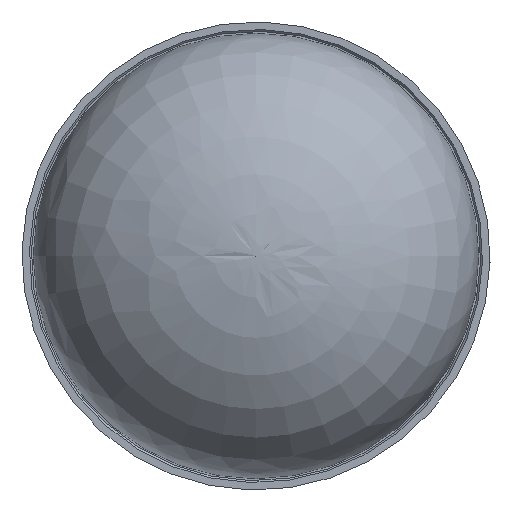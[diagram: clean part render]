
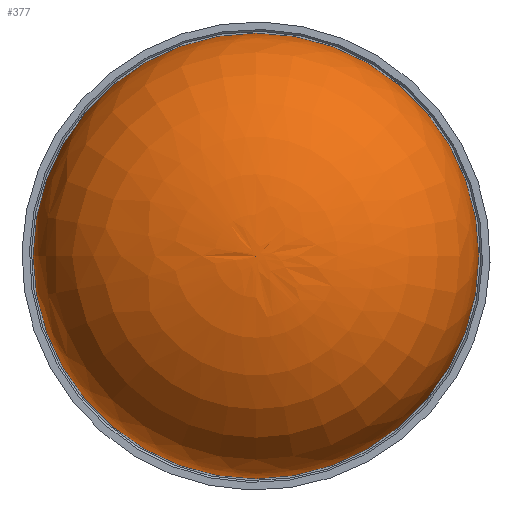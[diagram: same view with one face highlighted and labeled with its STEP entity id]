
A CAD part, front view. The second image highlights one B-rep face of the part: STEP entity #377.
In plain terms, the highlighted free-form (B-spline) face has degree [4, 2] with [5, 9] control points.
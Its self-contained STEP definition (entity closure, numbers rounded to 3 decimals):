
#25=(
BOUNDED_SURFACE()
B_SPLINE_SURFACE(4,2,((#709,#710,#711,#712,#713,#714,#715,#716,#717),(#718,
#719,#720,#721,#722,#723,#724,#725,#726),(#727,#728,#729,#730,#731,#732,
#733,#734,#735),(#736,#737,#738,#739,#740,#741,#742,#743,#744),(#745,#746,
#747,#748,#749,#750,#751,#752,#753)),.UNSPECIFIED.,.F.,.T.,.F.)
B_SPLINE_SURFACE_WITH_KNOTS((5,5),(3,2,2,2,3),(0.5,1.),(0.,
1.571,3.142,4.712,6.283),
 .UNSPECIFIED.)
GEOMETRIC_REPRESENTATION_ITEM()
RATIONAL_B_SPLINE_SURFACE(((1.,0.707,1.,0.707,1.,
0.707,1.,0.707,1.),(1.,0.707,1.,0.707,
1.,0.707,1.,0.707,1.),(1.,0.707,1.,
0.707,1.,0.707,1.,0.707,1.),(1.,0.707,
1.,0.707,1.,0.707,1.,0.707,1.),(1.,
0.707,1.,0.707,1.,0.707,1.,0.707,
1.)))
REPRESENTATION_ITEM('')
SURFACE()
);
#100=CIRCLE('',#418,59.);
#138=FACE_OUTER_BOUND('',#168,.T.);
#168=EDGE_LOOP('',(#330,#331,#332));
#202=B_SPLINE_CURVE_WITH_KNOTS('',4,(#755,#756,#757,#758,#759),
 .UNSPECIFIED.,.F.,.F.,(5,5),(0.5,1.),.UNSPECIFIED.);
#221=VERTEX_POINT('',#707);
#222=VERTEX_POINT('',#754);
#263=EDGE_CURVE('',#221,#221,#100,.T.);
#264=EDGE_CURVE('',#222,#221,#202,.T.);
#330=ORIENTED_EDGE('',*,*,#264,.T.);
#331=ORIENTED_EDGE('',*,*,#263,.T.);
#332=ORIENTED_EDGE('',*,*,#264,.F.);
#377=ADVANCED_FACE('',(#138),#25,.T.);
#418=AXIS2_PLACEMENT_3D('',#708,#508,#509);
#508=DIRECTION('center_axis',(-1.,0.,0.));
#509=DIRECTION('ref_axis',(0.,0.,1.));
#707=CARTESIAN_POINT('',(-65.,0.,0.));
#708=CARTESIAN_POINT('Origin',(-65.,0.,-59.));
#709=CARTESIAN_POINT('Ctrl Pts',(-110.,0.,-59.));
#710=CARTESIAN_POINT('Ctrl Pts',(-110.,0.,-59.));
#711=CARTESIAN_POINT('Ctrl Pts',(-110.,0.,-59.));
#712=CARTESIAN_POINT('Ctrl Pts',(-110.,0.,-59.));
#713=CARTESIAN_POINT('Ctrl Pts',(-110.,0.,-59.));
#714=CARTESIAN_POINT('Ctrl Pts',(-110.,0.,-59.));
#715=CARTESIAN_POINT('Ctrl Pts',(-110.,0.,-59.));
#716=CARTESIAN_POINT('Ctrl Pts',(-110.,0.,-59.));
#717=CARTESIAN_POINT('Ctrl Pts',(-110.,0.,-59.));
#718=CARTESIAN_POINT('Ctrl Pts',(-110.,0.,-36.875));
#719=CARTESIAN_POINT('Ctrl Pts',(-110.,22.125,-36.875));
#720=CARTESIAN_POINT('Ctrl Pts',(-110.,22.125,-59.));
#721=CARTESIAN_POINT('Ctrl Pts',(-110.,22.125,-81.125));
#722=CARTESIAN_POINT('Ctrl Pts',(-110.,0.,-81.125));
#723=CARTESIAN_POINT('Ctrl Pts',(-110.,-22.125,-81.125));
#724=CARTESIAN_POINT('Ctrl Pts',(-110.,-22.125,-59.));
#725=CARTESIAN_POINT('Ctrl Pts',(-110.,-22.125,-36.875));
#726=CARTESIAN_POINT('Ctrl Pts',(-110.,0.,-36.875));
#727=CARTESIAN_POINT('Ctrl Pts',(-102.4,0.,-14.75));
#728=CARTESIAN_POINT('Ctrl Pts',(-102.4,44.25,-14.75));
#729=CARTESIAN_POINT('Ctrl Pts',(-102.4,44.25,-59.));
#730=CARTESIAN_POINT('Ctrl Pts',(-102.4,44.25,-103.25));
#731=CARTESIAN_POINT('Ctrl Pts',(-102.4,0.,-103.25));
#732=CARTESIAN_POINT('Ctrl Pts',(-102.4,-44.25,-103.25));
#733=CARTESIAN_POINT('Ctrl Pts',(-102.4,-44.25,-59.));
#734=CARTESIAN_POINT('Ctrl Pts',(-102.4,-44.25,-14.75));
#735=CARTESIAN_POINT('Ctrl Pts',(-102.4,0.,-14.75));
#736=CARTESIAN_POINT('Ctrl Pts',(-87.201,0.,0.));
#737=CARTESIAN_POINT('Ctrl Pts',(-87.201,59.,0.));
#738=CARTESIAN_POINT('Ctrl Pts',(-87.201,59.,-59.));
#739=CARTESIAN_POINT('Ctrl Pts',(-87.201,59.,-118.));
#740=CARTESIAN_POINT('Ctrl Pts',(-87.201,0.,-118.));
#741=CARTESIAN_POINT('Ctrl Pts',(-87.201,-59.,-118.));
#742=CARTESIAN_POINT('Ctrl Pts',(-87.201,-59.,-59.));
#743=CARTESIAN_POINT('Ctrl Pts',(-87.201,-59.,0.));
#744=CARTESIAN_POINT('Ctrl Pts',(-87.201,0.,0.));
#745=CARTESIAN_POINT('Ctrl Pts',(-65.,0.,0.));
#746=CARTESIAN_POINT('Ctrl Pts',(-65.,59.,0.));
#747=CARTESIAN_POINT('Ctrl Pts',(-65.,59.,-59.));
#748=CARTESIAN_POINT('Ctrl Pts',(-65.,59.,-118.));
#749=CARTESIAN_POINT('Ctrl Pts',(-65.,0.,-118.));
#750=CARTESIAN_POINT('Ctrl Pts',(-65.,-59.,-118.));
#751=CARTESIAN_POINT('Ctrl Pts',(-65.,-59.,-59.));
#752=CARTESIAN_POINT('Ctrl Pts',(-65.,-59.,0.));
#753=CARTESIAN_POINT('Ctrl Pts',(-65.,0.,0.));
#754=CARTESIAN_POINT('',(-110.,0.,-59.));
#755=CARTESIAN_POINT('Ctrl Pts',(-110.,0.,-59.));
#756=CARTESIAN_POINT('Ctrl Pts',(-110.,0.,-36.875));
#757=CARTESIAN_POINT('Ctrl Pts',(-102.4,0.,-14.75));
#758=CARTESIAN_POINT('Ctrl Pts',(-87.201,0.,0.));
#759=CARTESIAN_POINT('Ctrl Pts',(-65.,0.,0.));
